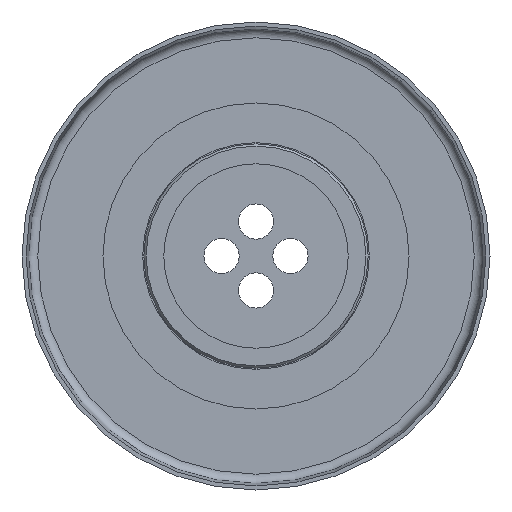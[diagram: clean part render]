
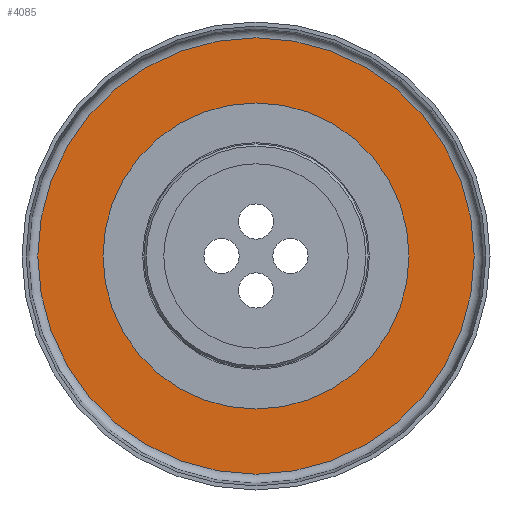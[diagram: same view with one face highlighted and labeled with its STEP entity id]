
A CAD part, front view. The second image highlights one B-rep face of the part: STEP entity #4085.
In plain terms, the highlighted planar face has unit normal (0, -1, 0).
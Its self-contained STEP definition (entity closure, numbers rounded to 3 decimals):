
#33=CIRCLE('',#4247,47.093);
#35=CIRCLE('',#4251,33.028);
#93=FACE_BOUND('',#711,.T.);
#242=PLANE('',#4250);
#457=FACE_OUTER_BOUND('',#710,.T.);
#710=EDGE_LOOP('',(#3749));
#711=EDGE_LOOP('',(#3750));
#2052=VERTEX_POINT('',#9417);
#2054=VERTEX_POINT('',#9423);
#2627=EDGE_CURVE('',#2052,#2052,#33,.T.);
#2629=EDGE_CURVE('',#2054,#2054,#35,.T.);
#3749=ORIENTED_EDGE('',*,*,#2627,.F.);
#3750=ORIENTED_EDGE('',*,*,#2629,.F.);
#4085=ADVANCED_FACE('',(#457,#93),#242,.T.);
#4247=AXIS2_PLACEMENT_3D('',#9418,#4957,#4958);
#4250=AXIS2_PLACEMENT_3D('',#9422,#4963,#4964);
#4251=AXIS2_PLACEMENT_3D('',#9424,#4965,#4966);
#4957=DIRECTION('center_axis',(0.,1.,0.));
#4958=DIRECTION('ref_axis',(-1.,0.,0.));
#4963=DIRECTION('center_axis',(0.,-1.,0.));
#4964=DIRECTION('ref_axis',(0.,0.,-1.));
#4965=DIRECTION('center_axis',(0.,-1.,0.));
#4966=DIRECTION('ref_axis',(1.,0.,0.));
#9417=CARTESIAN_POINT('',(47.093,-1.402,0.));
#9418=CARTESIAN_POINT('Origin',(0.,-1.402,0.));
#9422=CARTESIAN_POINT('Origin',(33.028,-1.402,0.));
#9423=CARTESIAN_POINT('',(33.028,-1.402,0.));
#9424=CARTESIAN_POINT('Origin',(0.,-1.402,0.));
